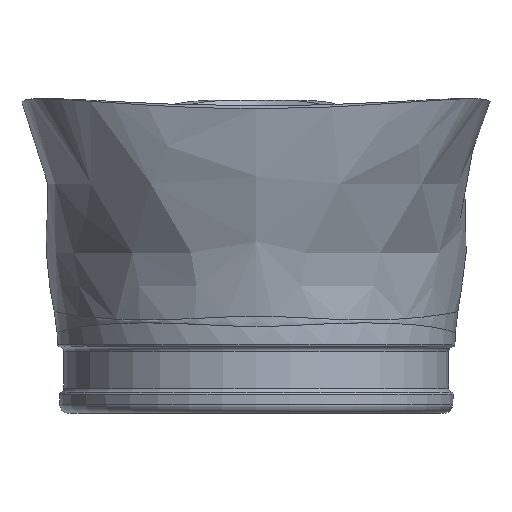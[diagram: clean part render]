
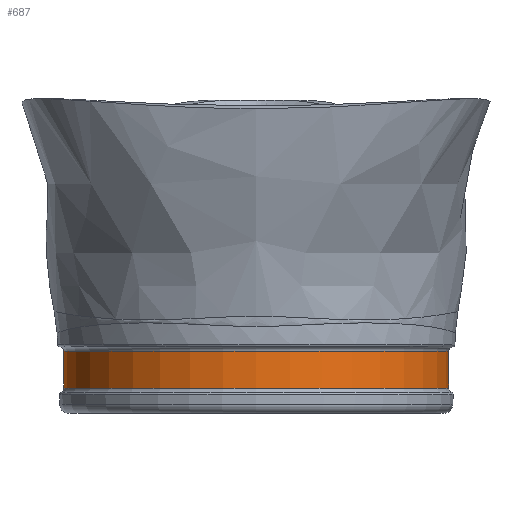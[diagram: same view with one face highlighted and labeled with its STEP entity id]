
A CAD part, front view. The second image highlights one B-rep face of the part: STEP entity #687.
In plain terms, the highlighted cylindrical face has radius 41.941 mm (diameter 83.883 mm), a full revolution.
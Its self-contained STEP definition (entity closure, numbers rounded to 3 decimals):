
#48=LINE('',#1347,#56);
#56=VECTOR('',#983,41.941);
#91=CYLINDRICAL_SURFACE('',#796,41.941);
#129=FACE_OUTER_BOUND('',#180,.T.);
#180=EDGE_LOOP('',(#557,#558,#559,#560));
#250=CIRCLE('',#795,41.941);
#251=CIRCLE('',#797,41.941);
#309=VERTEX_POINT('',#1341);
#310=VERTEX_POINT('',#1345);
#394=EDGE_CURVE('',#309,#309,#250,.T.);
#395=EDGE_CURVE('',#310,#310,#251,.T.);
#396=EDGE_CURVE('',#310,#309,#48,.T.);
#557=ORIENTED_EDGE('',*,*,#395,.T.);
#558=ORIENTED_EDGE('',*,*,#396,.T.);
#559=ORIENTED_EDGE('',*,*,#394,.F.);
#560=ORIENTED_EDGE('',*,*,#396,.F.);
#687=ADVANCED_FACE('',(#129),#91,.T.);
#795=AXIS2_PLACEMENT_3D('',#1343,#977,#978);
#796=AXIS2_PLACEMENT_3D('',#1344,#979,#980);
#797=AXIS2_PLACEMENT_3D('',#1346,#981,#982);
#977=DIRECTION('center_axis',(0.,0.,-1.));
#978=DIRECTION('ref_axis',(-1.,0.,0.));
#979=DIRECTION('center_axis',(0.,0.,-1.));
#980=DIRECTION('ref_axis',(-1.,0.,0.));
#981=DIRECTION('center_axis',(0.,0.,-1.));
#982=DIRECTION('ref_axis',(-1.,0.,0.));
#983=DIRECTION('',(0.,0.,-1.));
#1341=CARTESIAN_POINT('',(41.941,0.,-14.5));
#1343=CARTESIAN_POINT('Origin',(0.,0.,
-14.5));
#1344=CARTESIAN_POINT('Origin',(0.,0.,-10.5));
#1345=CARTESIAN_POINT('',(41.941,0.,-6.5));
#1346=CARTESIAN_POINT('Origin',(0.,0.,
-6.5));
#1347=CARTESIAN_POINT('',(41.941,0.,-10.5));
